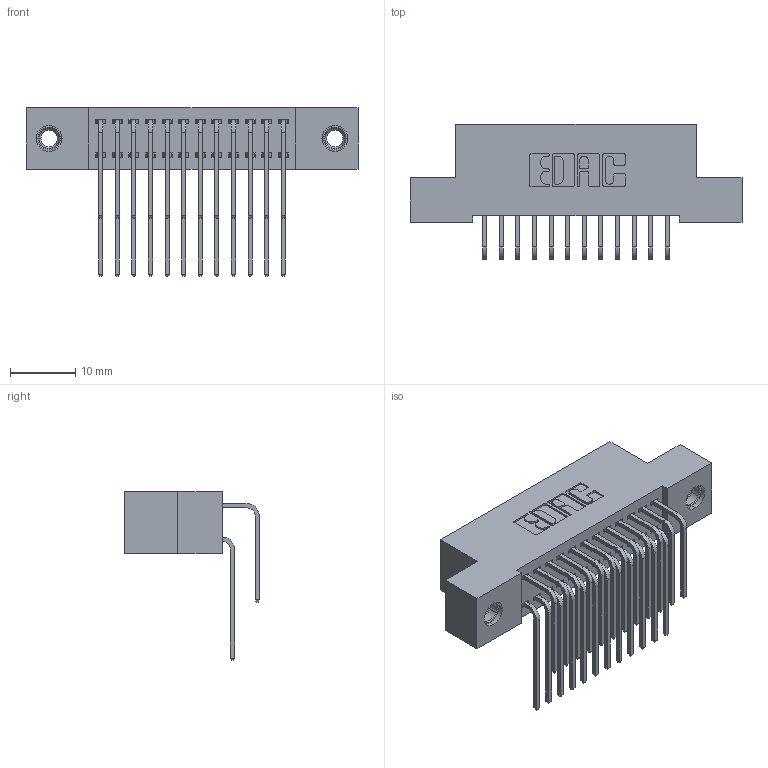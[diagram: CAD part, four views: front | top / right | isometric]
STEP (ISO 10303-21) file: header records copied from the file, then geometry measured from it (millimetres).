
FILE_DESCRIPTION (( 'STEP AP203' ), '1' );
FILE_NAME ('342-024-559-207.STEP', '2019-10-02T00:20:02', ( '' ), ( '' ), 'SwSTEP 2.0', 'SolidWorks 2016', '' );
FILE_SCHEMA (( 'CONFIG_CONTROL_DESIGN' ));
Length unit declared in the file: inch
Products named in the file (5): 345-292-001_558 559 Tail - 1; 345-292-001_559 Tail - 2; 345-250-001_345-250-005-103; 342-024-559-207; 342 Part_TI
Assembly tree (27 placements, depth 2):
  342-024-559-207
    342 Part_TI
    345-292-001_558 559 Tail - 1  x12
    345-292-001_559 Tail - 2  x12
    345-250-001_345-250-005-103  x2
Bounding box: 50.8 x 20.64 x 25.78 mm (x, y, z)
Volume: 4548.1 mm3; surface area: 7316.1 mm2
Topology: 27 solids, 27 shells, 1466 faces, 4299 edges, 2826 vertices
Faces by surface type: plane 1010, cylinder 440, cone 12, torus 4
Entity records: 14438 total; most frequent: CARTESIAN_POINT 2460, ORIENTED_EDGE 2338, DIRECTION 2167, EDGE_CURVE 1169, VECTOR 981, LINE 981, VERTEX_POINT 772, AXIS2_PLACEMENT_3D 593
